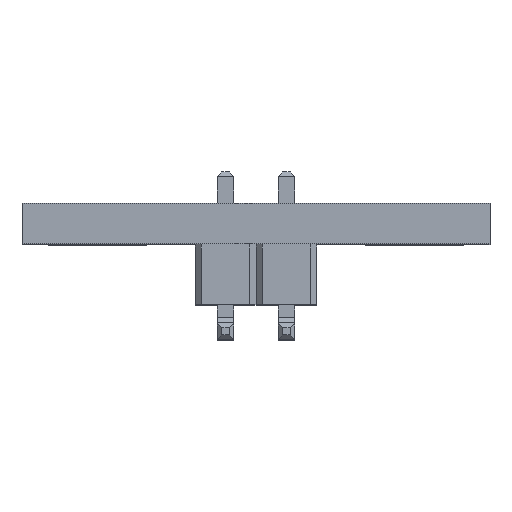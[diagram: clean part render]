
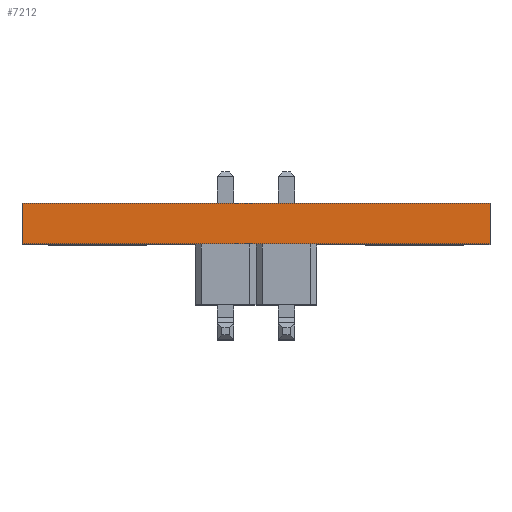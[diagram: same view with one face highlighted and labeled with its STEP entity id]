
A CAD part, top view. The second image highlights one B-rep face of the part: STEP entity #7212.
In plain terms, the highlighted planar face has unit normal (0, 0, 1).
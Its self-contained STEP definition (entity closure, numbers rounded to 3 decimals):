
#739=FACE_OUTER_BOUND('',#1191,.T.);
#1191=EDGE_LOOP('',(#6357,#6358,#6359,#6360));
#1364=LINE('',#10147,#2158);
#1684=LINE('',#10918,#2478);
#1985=LINE('',#11650,#2779);
#1986=LINE('',#11651,#2780);
#2158=VECTOR('',#8252,10.);
#2478=VECTOR('',#8954,10.);
#2779=VECTOR('',#9633,10.);
#2780=VECTOR('',#9634,10.);
#2957=VERTEX_POINT('',#10144);
#2958=VERTEX_POINT('',#10146);
#3217=VERTEX_POINT('',#10913);
#3218=VERTEX_POINT('',#10916);
#3684=EDGE_CURVE('',#2958,#2957,#1364,.T.);
#4070=EDGE_CURVE('',#3218,#3217,#1684,.T.);
#4435=EDGE_CURVE('',#3217,#2957,#1985,.T.);
#4436=EDGE_CURVE('',#2958,#3218,#1986,.T.);
#6357=ORIENTED_EDGE('',*,*,#4435,.F.);
#6358=ORIENTED_EDGE('',*,*,#4070,.F.);
#6359=ORIENTED_EDGE('',*,*,#4436,.F.);
#6360=ORIENTED_EDGE('',*,*,#3684,.T.);
#6662=PLANE('',#7773);
#7212=ADVANCED_FACE('',(#739),#6662,.T.);
#7773=AXIS2_PLACEMENT_3D('',#11649,#9631,#9632);
#8252=DIRECTION('',(-1.,0.,0.));
#8954=DIRECTION('',(-1.,0.,0.));
#9631=DIRECTION('center_axis',(0.,0.,1.));
#9632=DIRECTION('ref_axis',(-1.,0.,0.));
#9633=DIRECTION('',(0.,1.,0.));
#9634=DIRECTION('',(0.,-1.,0.));
#10144=CARTESIAN_POINT('',(-9.75,0.05,0.));
#10146=CARTESIAN_POINT('',(9.75,0.05,0.));
#10147=CARTESIAN_POINT('',(9.75,0.05,0.));
#10913=CARTESIAN_POINT('',(-9.75,-1.65,0.));
#10916=CARTESIAN_POINT('',(9.75,-1.65,0.));
#10918=CARTESIAN_POINT('',(9.75,-1.65,0.));
#11649=CARTESIAN_POINT('Origin',(9.75,0.,0.));
#11650=CARTESIAN_POINT('',(-9.75,0.,0.));
#11651=CARTESIAN_POINT('',(9.75,0.,0.));
